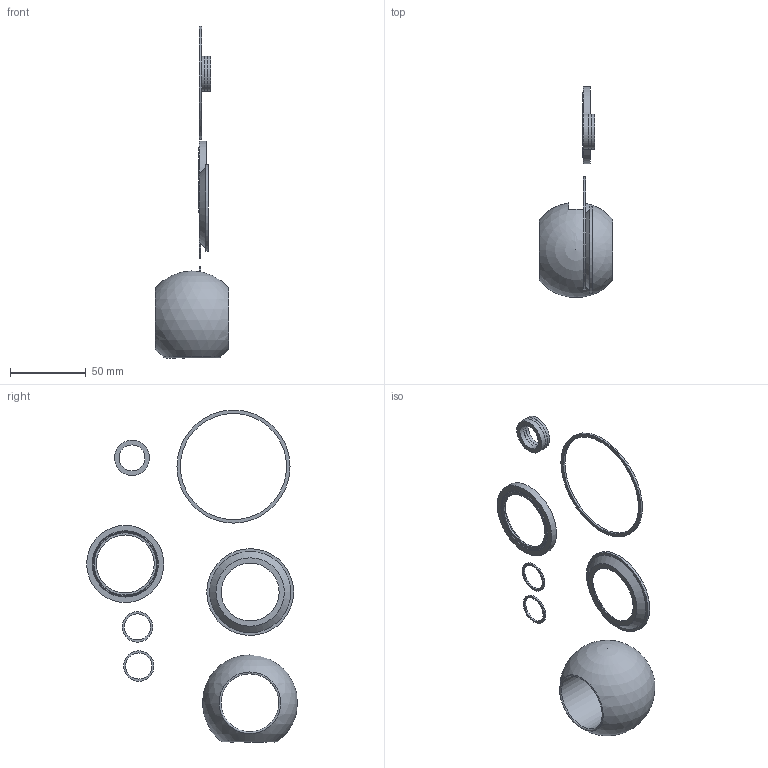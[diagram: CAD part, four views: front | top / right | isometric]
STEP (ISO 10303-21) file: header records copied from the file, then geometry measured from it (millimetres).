
FILE_DESCRIPTION(/* description */ ('1 1/2-2" MALE SS DRYMATE REPAIR'),/* implementation_level */ '2;1');
FILE_NAME(/* name */ 'DM201SS.stp',/* time_stamp */ '2020-06-11T10:15:30-04:00',/* author */ ('DMK'),/* organization */ (''),/* preprocessor_version */ 'ST-DEVELOPER v17.2',/* originating_system */ 'Autodesk Inventor 2019',/* authorisation */ '');
FILE_SCHEMA (('AUTOMOTIVE_DESIGN { 1 0 10303 214 3 1 1 }'));
Length unit declared in the file: inch
Products named in the file (11): DM201SS; RK1004; DB20258; DM15204SS; V20258; VSS15160; VSS15160M; VSS15160S; VSS15160F; VSS15060; DM15255MSS
Assembly tree (11 placements, depth 4):
  DM201SS
    RK1004
      DB20258
      DM15204SS
      V20258
      VSS15060  x2
      VSS15160
        VSS15160M
        VSS15160S
        VSS15160F
    DM15255MSS
Bounding box: 48.52 x 138.7 x 218.61 mm (x, y, z)
Volume: 68359.4 mm3; surface area: 27348.7 mm2
Topology: 9 solids, 9 shells, 67 faces, 190 edges, 144 vertices
Faces by surface type: plane 22, cylinder 19, cone 13, torus 11, sphere 2
Full cylindrical faces by diameter (mm): 17.018 x3, 17.17 x2, 20.066 x2, 23.19 x3, 38.1 x3, 41.046 x1, 50.8 x1, 57.15 x1, 69.977 x1, 74.473 x1
Entity records: 2677 total; most frequent: DIRECTION 491, CARTESIAN_POINT 412, ORIENTED_EDGE 358, AXIS2_PLACEMENT_3D 231, EDGE_CURVE 179, CIRCLE 146, VERTEX_POINT 136, EDGE_LOOP 83
